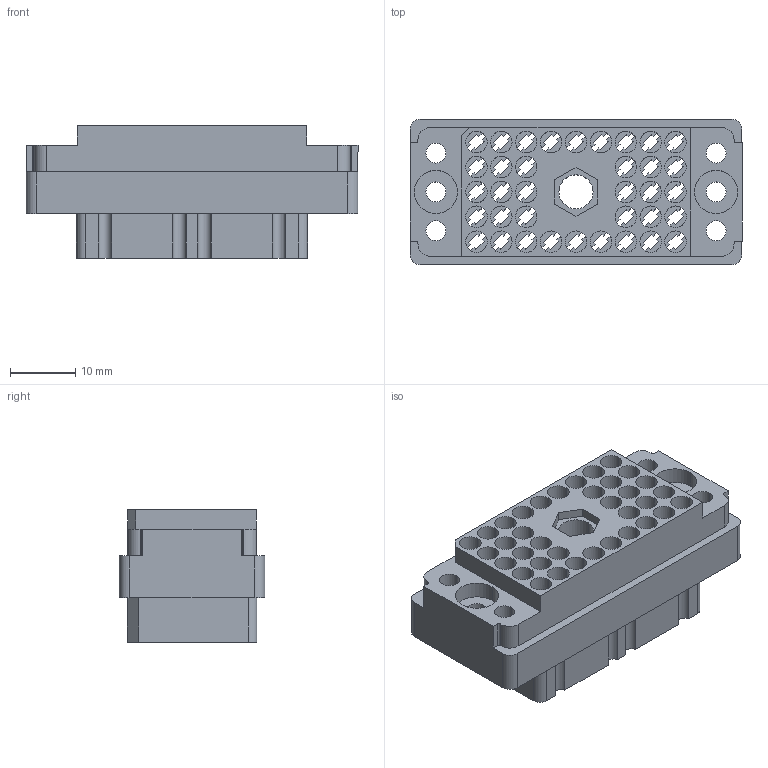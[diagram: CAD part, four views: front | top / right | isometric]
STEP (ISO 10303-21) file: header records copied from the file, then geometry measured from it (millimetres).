
FILE_DESCRIPTION (( 'STEP AP203' ), '1' );
FILE_NAME ('519-036-000-400.STEP', '2020-09-09T19:42:24', ( '' ), ( '' ), 'SwSTEP 2.0', 'SolidWorks 2020', '' );
FILE_SCHEMA (( 'CONFIG_CONTROL_DESIGN' ));
Length unit declared in the file: inch
Products named in the file (2): 519 Receptacle Insulator_036; 519-036-000-400
Assembly tree (1 placements, depth 2):
  519-036-000-400
    519 Receptacle Insulator_036
Bounding box: 50.8 x 22.25 x 20.27 mm (x, y, z)
Volume: 11094.3 mm3; surface area: 14065.7 mm2
Topology: 1 solids, 1 shells, 847 faces, 2483 edges, 1654 vertices
Faces by surface type: plane 611, cylinder 234, cone 2
Entity records: 28489 total; most frequent: CARTESIAN_POINT 4988, ORIENTED_EDGE 4966, DIRECTION 4797, EDGE_CURVE 2483, VECTOR 1871, LINE 1871, VERTEX_POINT 1654, AXIS2_PLACEMENT_3D 1463
